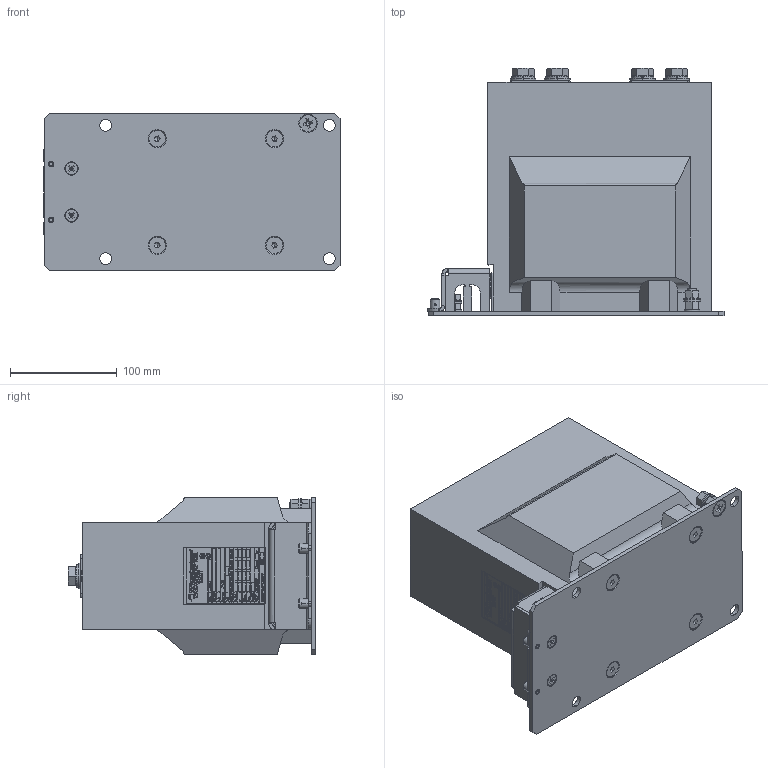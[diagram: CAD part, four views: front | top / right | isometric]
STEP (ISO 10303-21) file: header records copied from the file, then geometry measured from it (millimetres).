
FILE_DESCRIPTION (( 'STEP AP214' ), '1' );
FILE_NAME ('ﾒﾋﾊ-ﾑﾒ-15.5(1) (5ﾀ-1500ﾀ).STEP', '2023-09-05T11:31:25', ( '' ), ( '' ), 'SwSTEP 2.0', 'SolidWorks 2014', '' );
FILE_SCHEMA (( 'AUTOMOTIVE_DESIGN' ));
Length unit declared in the file: millimetre
Products named in the file (87): plain washer grade a_din; ÂÅÈÓ.735314.027 Êðûøêà çàùèòíàÿ; 屡扔.757465.009-04 袜觐礤黜桕; countersunk flat head cross recess screw_din; socket countersunk head screw_din_DIN 7991 - M8 x 20 --- 11.8N; socket countersunk head screw_din; ÂÅÈÓ.758472.007 Ãàéêà; Êîðïóñ ÒËÊ-ÑÒ-10-15.5_-4(¤® 1500€ 2å ®¡¬); hex nut style 2 gradeab_din_Hexagon Nut ISO 4033 - M6 - D - N; hex nut style 2 gradeab_din; plain washer grade a_din_Washer DIN 125 - A 8.4; hex screw gradeab_din; ÂÅÈÓ.758472.024 Ãàéêà ñïåöèàëüíàÿ; curved spring lock washer_din; countersunk flat head cross recess screw_din_ISO 7046-1 - M8 x 25 - Z --- 25N; countersunk flat head cross recess screw_din_ISO 7046-1 - M6 x 20 - Z --- 20N; hex nut style 2 gradeab_din_Hexagon Nut ISO 4033 - M8 - D - N; 屡扔.754342.003 亦犭梓赅 忭桁囗桢; hex screw gradeab_din_ISO 4017 - M6 x 12-N; curved spring lock washer_din_Spring washer DIN 128 - A6; plain washer grade a_din_Washer DIN 125 - A 6.4; Êîðïóñ ÒËÊ-ÑÒ-10-15.5; ﾒﾋﾊ-ﾑﾒ-15.5(1) (5ﾀ-1500ﾀ); ÂÅÈÓ.754312.182À Òàáëè÷êà òåõíè÷åñêèõ äàííûõ ÒËÊ-ÑÒ_-00; curved spring lock washer_din_Spring washer DIN 128 - A8; 屡扔.758181.002 妈眚 镫铎徼痤忸黜; 屡扔.733411.007 务眍忄龛錩-08; hex screw gradeab_din_ISO 4017 - M12 x 30-N; ÂÅÈÓ.754312.182À Òàáëè÷êà òåõíè÷åñêèõ äàííûõ ÒËÊ-ÑÒ; ÂÅÈÓ.735314.027 Êðûøêà çàùèòíàÿ_-00; Ñáîðêà òðàíñôîðìàòîðà òîêà ÒËÊ-ÑÒ-15.5 ñ çàëèâêîé_5€-1500€; curved spring lock washer_din_Spring washer DIN 128 - A12; plain washer grade a_din_Washer DIN 125 - A 13; ﾂﾅﾈﾓ.733411.007 ﾎ魵瑙韃; 屡扔.758472.007 绵殛郷-01
Assembly tree (64 placements, depth 3):
  plain washer grade a_din
  ÂÅÈÓ.735314.027 Êðûøêà çàùèòíàÿ
  countersunk flat head cross recess screw_din
  socket countersunk head screw_din
  ÂÅÈÓ.758472.007 Ãàéêà
Bounding box: 277.75 x 232.1 x 148 mm (x, y, z)
Volume: 5511328.6 mm3; surface area: 399119.6 mm2
Topology: 63 solids, 63 shells, 4518 faces, 11579 edges, 7517 vertices
Faces by surface type: plane 2539, bspline 1085, cylinder 456, cone 370, torus 68
Entity records: 198365 total; most frequent: CARTESIAN_POINT 80750, ORIENTED_EDGE 19846, DIRECTION 13675, EDGE_CURVE 9923, VECTOR 6863, LINE 6863, VERTEX_POINT 6545, EDGE_LOOP 4168
